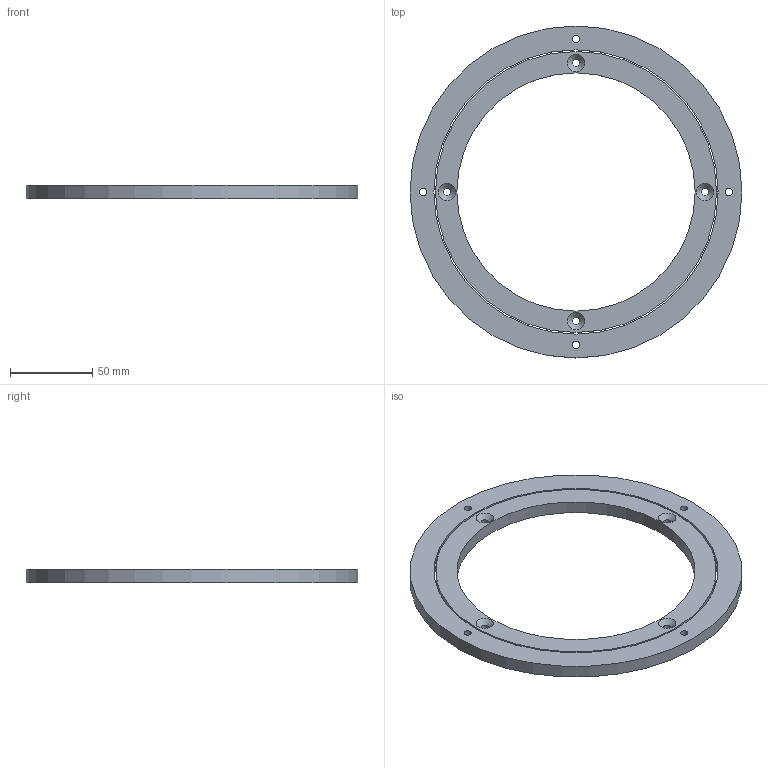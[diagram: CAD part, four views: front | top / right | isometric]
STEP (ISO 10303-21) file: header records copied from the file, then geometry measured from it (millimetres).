
FILE_DESCRIPTION(/* description */ (''),/* implementation_level */ '2;1');
FILE_NAME(/* name */ 'Table Bearing.step',/* time_stamp */ '2025-12-06T15:30:46+05:00',/* author */ (''),/* organization */ (''),/* preprocessor_version */ 'ST-DEVELOPER v20.1',/* originating_system */ 'Autodesk Translation Framework v14.21.0.0',/* authorisation */ '');
FILE_SCHEMA (('AUTOMOTIVE_DESIGN { 1 0 10303 214 3 1 1 }'));
Length unit declared in the file: millimetre
Products named in the file (1): Table Bearing
Bounding box: 202 x 202 x 8 mm (x, y, z)
Volume: 113580 mm3; surface area: 49461.5 mm2
Topology: 3 solids, 3 shells, 29 faces, 63 edges, 38 vertices
Faces by surface type: cylinder 14, cone 8, plane 4, torus 2, sphere 1
Full cylindrical faces by diameter (mm): 4.5 x8, 145 x1, 171 x2, 173 x2, 202 x1
Entity records: 861 total; most frequent: DIRECTION 160, CARTESIAN_POINT 129, ORIENTED_EDGE 122, AXIS2_PLACEMENT_3D 69, EDGE_CURVE 61, EDGE_LOOP 49, CIRCLE 39, VERTEX_POINT 38
